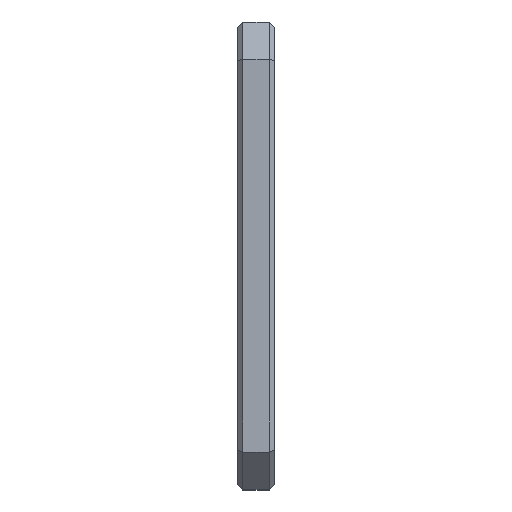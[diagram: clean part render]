
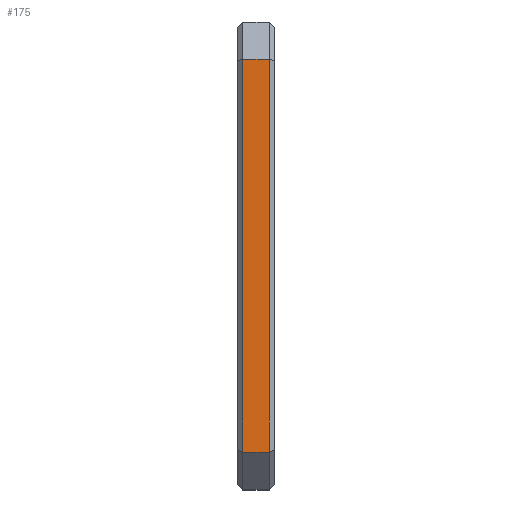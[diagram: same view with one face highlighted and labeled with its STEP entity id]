
A CAD part, top view. The second image highlights one B-rep face of the part: STEP entity #175.
In plain terms, the highlighted planar face has unit normal (0, 0, 1).
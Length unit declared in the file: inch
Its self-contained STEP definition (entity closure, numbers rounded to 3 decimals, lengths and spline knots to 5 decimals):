
#10 = VERTEX_POINT ( 'NONE', #961 ) ;
#25 = LINE ( 'NONE', #199, #872 ) ;
#72 = PLANE ( 'NONE',  #233 ) ;
#73 = LINE ( 'NONE', #415, #395 ) ;
#117 = VERTEX_POINT ( 'NONE', #790 ) ;
#158 = VERTEX_POINT ( 'NONE', #993 ) ;
#168 = CARTESIAN_POINT ( 'NONE',  ( 0.069, -0.44, 0.44 ) ) ;
#175 = ADVANCED_FACE ( 'NONE', ( #773 ), #72, .F. ) ;
#177 = CARTESIAN_POINT ( 'NONE',  ( 0.01, -0.44, 0.44 ) ) ;
#181 = DIRECTION ( 'NONE',  ( 0., -1., 0. ) ) ;
#193 = EDGE_LOOP ( 'NONE', ( #601, #910, #487, #611 ) ) ;
#199 = CARTESIAN_POINT ( 'NONE',  ( 0.069, 0.37, 0.44 ) ) ;
#233 = AXIS2_PLACEMENT_3D ( 'NONE', #168, #1168, #1158 ) ;
#258 = LINE ( 'NONE', #177, #1099 ) ;
#395 = VECTOR ( 'NONE', #771, 39.37008 ) ;
#398 = EDGE_CURVE ( 'NONE', #158, #117, #73, .T. ) ;
#415 = CARTESIAN_POINT ( 'NONE',  ( 0.059, 0.37, 0.44 ) ) ;
#433 = LINE ( 'NONE', #795, #640 ) ;
#446 = DIRECTION ( 'NONE',  ( 1., 0., 0. ) ) ;
#487 = ORIENTED_EDGE ( 'NONE', *, *, #1043, .T. ) ;
#601 = ORIENTED_EDGE ( 'NONE', *, *, #991, .T. ) ;
#611 = ORIENTED_EDGE ( 'NONE', *, *, #694, .T. ) ;
#640 = VECTOR ( 'NONE', #446, 39.37008 ) ;
#694 = EDGE_CURVE ( 'NONE', #10, #1026, #258, .T. ) ;
#771 = DIRECTION ( 'NONE',  ( 0., 1., 0. ) ) ;
#773 = FACE_OUTER_BOUND ( 'NONE', #193, .T. ) ;
#790 = CARTESIAN_POINT ( 'NONE',  ( 0.059, 0.37, 0.44 ) ) ;
#795 = CARTESIAN_POINT ( 'NONE',  ( 0.069, -0.37, 0.44 ) ) ;
#827 = DIRECTION ( 'NONE',  ( -1., 0., 0. ) ) ;
#872 = VECTOR ( 'NONE', #827, 39.37008 ) ;
#910 = ORIENTED_EDGE ( 'NONE', *, *, #398, .T. ) ;
#918 = CARTESIAN_POINT ( 'NONE',  ( 0.01, -0.37, 0.44 ) ) ;
#961 = CARTESIAN_POINT ( 'NONE',  ( 0.01, 0.37, 0.44 ) ) ;
#991 = EDGE_CURVE ( 'NONE', #1026, #158, #433, .T. ) ;
#993 = CARTESIAN_POINT ( 'NONE',  ( 0.059, -0.37, 0.44 ) ) ;
#1026 = VERTEX_POINT ( 'NONE', #918 ) ;
#1043 = EDGE_CURVE ( 'NONE', #117, #10, #25, .T. ) ;
#1099 = VECTOR ( 'NONE', #181, 39.37008 ) ;
#1158 = DIRECTION ( 'NONE',  ( 0., 1., 0. ) ) ;
#1168 = DIRECTION ( 'NONE',  ( 0., 0., -1. ) ) ;
